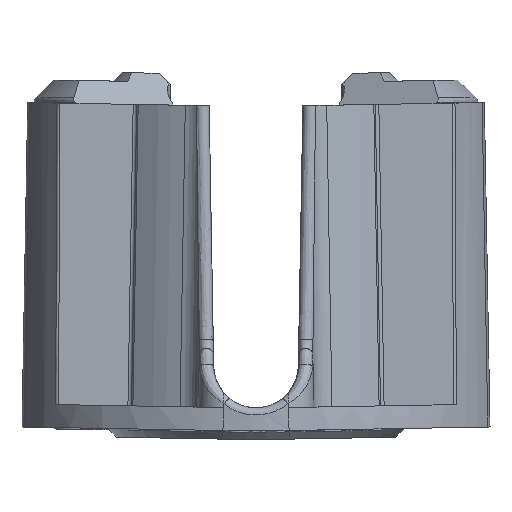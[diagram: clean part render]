
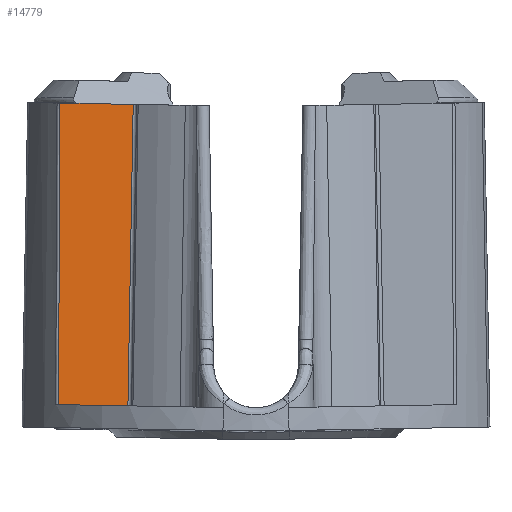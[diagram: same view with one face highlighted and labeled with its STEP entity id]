
A CAD part, left-side view. The second image highlights one B-rep face of the part: STEP entity #14779.
In plain terms, the highlighted planar face has unit normal (-1, 0, 0.017).
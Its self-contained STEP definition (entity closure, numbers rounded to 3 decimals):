
#910 = ORIENTED_EDGE ( 'NONE', *, *, #34493, .F. ) ;
#952 = AXIS2_PLACEMENT_3D ( 'NONE', #18286, #32146, #28690 ) ;
#3294 = EDGE_LOOP ( 'NONE', ( #910, #6520, #40088, #26892 ) ) ;
#3982 = PLANE ( 'NONE',  #952 ) ;
#4256 = CARTESIAN_POINT ( 'NONE',  ( -10.229, 13.656, 21.222 ) ) ;
#4376 = VERTEX_POINT ( 'NONE', #37775 ) ;
#5313 = CARTESIAN_POINT ( 'NONE',  ( -10.596, 13.754, 0.22 ) ) ;
#6520 = ORIENTED_EDGE ( 'NONE', *, *, #14150, .T. ) ;
#6554 = EDGE_CURVE ( 'NONE', #4376, #35830, #36174, .T. ) ;
#8134 = CARTESIAN_POINT ( 'NONE',  ( -10.474, 13.722, 7.221 ) ) ;
#12187 = CARTESIAN_POINT ( 'NONE',  ( -10.596, 13.754, 0.22 ) ) ;
#12427 = CARTESIAN_POINT ( 'NONE',  ( -10.229, 13.656, 21.222 ) ) ;
#12983 = CARTESIAN_POINT ( 'NONE',  ( -10.596, 12.143, 0.192 ) ) ;
#13803 = CARTESIAN_POINT ( 'NONE',  ( -10.229, 8.555, 21.133 ) ) ;
#14150 = EDGE_CURVE ( 'NONE', #20195, #21341, #41896, .T. ) ;
#14703 = B_SPLINE_CURVE_WITH_KNOTS ( 'NONE', 3,
 ( #15498, #21372, #8134, #5313 ),
 .UNSPECIFIED., .F., .F.,
 ( 4, 4 ),
 ( 0., 1. ),
 .UNSPECIFIED. ) ;
#14779 = ADVANCED_FACE ( 'NONE', ( #23710 ), #3982, .T. ) ;
#15498 = CARTESIAN_POINT ( 'NONE',  ( -10.229, 13.656, 21.222 ) ) ;
#18286 = CARTESIAN_POINT ( 'NONE',  ( -10.596, 15.107, 0.244 ) ) ;
#20195 = VERTEX_POINT ( 'NONE', #23907 ) ;
#21341 = VERTEX_POINT ( 'NONE', #12427 ) ;
#21372 = CARTESIAN_POINT ( 'NONE',  ( -10.351, 13.689, 14.221 ) ) ;
#23710 = FACE_OUTER_BOUND ( 'NONE', #3294, .T. ) ;
#23907 = CARTESIAN_POINT ( 'NONE',  ( -10.229, 8.555, 21.133 ) ) ;
#24828 = CARTESIAN_POINT ( 'NONE',  ( -10.351, 8.677, 14.134 ) ) ;
#25042 = CARTESIAN_POINT ( 'NONE',  ( -10.474, 8.799, 7.135 ) ) ;
#25804 = EDGE_CURVE ( 'NONE', #21341, #35830, #14703, .T. ) ;
#26821 = CARTESIAN_POINT ( 'NONE',  ( -10.229, 10.255, 21.162 ) ) ;
#26892 = ORIENTED_EDGE ( 'NONE', *, *, #6554, .F. ) ;
#27032 = CARTESIAN_POINT ( 'NONE',  ( -10.229, 11.956, 21.192 ) ) ;
#28597 = CARTESIAN_POINT ( 'NONE',  ( -10.596, 10.532, 0.164 ) ) ;
#28690 = DIRECTION ( 'NONE',  ( 0.017, -0.017, 1. ) ) ;
#31210 = B_SPLINE_CURVE_WITH_KNOTS ( 'NONE', 3,
 ( #32177, #24828, #25042, #35445 ),
 .UNSPECIFIED., .F., .F.,
 ( 4, 4 ),
 ( 0., 1. ),
 .UNSPECIFIED. ) ;
#32146 = DIRECTION ( 'NONE',  ( -1., 0., 0.017 ) ) ;
#32177 = CARTESIAN_POINT ( 'NONE',  ( -10.229, 8.555, 21.133 ) ) ;
#34493 = EDGE_CURVE ( 'NONE', #20195, #4376, #31210, .T. ) ;
#35445 = CARTESIAN_POINT ( 'NONE',  ( -10.596, 8.921, 0.136 ) ) ;
#35830 = VERTEX_POINT ( 'NONE', #12187 ) ;
#36154 = CARTESIAN_POINT ( 'NONE',  ( -10.596, 8.921, 0.136 ) ) ;
#36174 = B_SPLINE_CURVE_WITH_KNOTS ( 'NONE', 3,
 ( #36154, #28597, #12983, #38980 ),
 .UNSPECIFIED., .F., .F.,
 ( 4, 4 ),
 ( 0., 1. ),
 .UNSPECIFIED. ) ;
#37775 = CARTESIAN_POINT ( 'NONE',  ( -10.596, 8.921, 0.136 ) ) ;
#38980 = CARTESIAN_POINT ( 'NONE',  ( -10.596, 13.754, 0.22 ) ) ;
#40088 = ORIENTED_EDGE ( 'NONE', *, *, #25804, .T. ) ;
#41896 = B_SPLINE_CURVE_WITH_KNOTS ( 'NONE', 3,
 ( #13803, #26821, #27032, #4256 ),
 .UNSPECIFIED., .F., .F.,
 ( 4, 4 ),
 ( 0., 1. ),
 .UNSPECIFIED. ) ;
